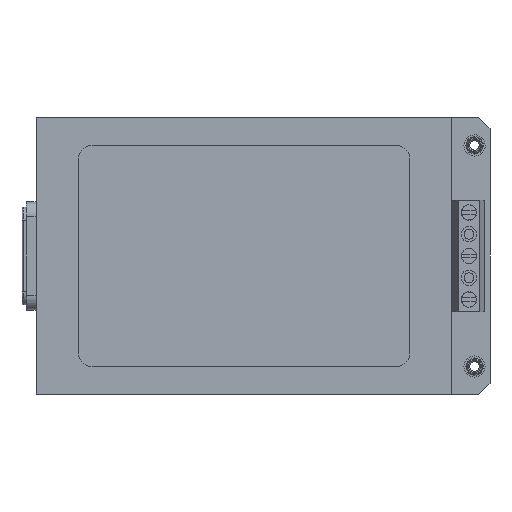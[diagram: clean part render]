
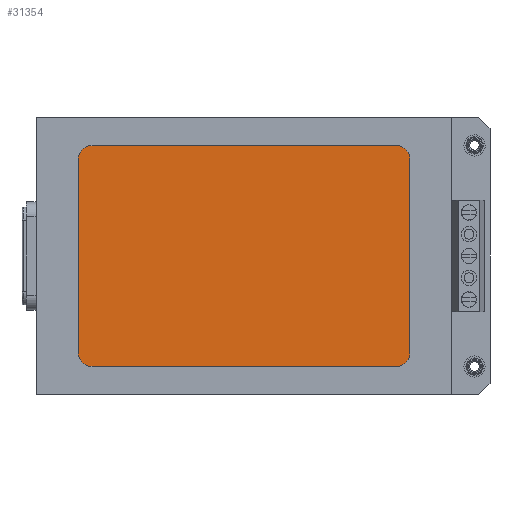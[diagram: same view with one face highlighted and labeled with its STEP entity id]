
A CAD part, front view. The second image highlights one B-rep face of the part: STEP entity #31354.
In plain terms, the highlighted face is planar.
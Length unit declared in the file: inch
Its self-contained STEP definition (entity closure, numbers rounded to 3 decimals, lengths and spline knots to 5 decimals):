
#8 = CARTESIAN_POINT ( 'NONE',  ( 0., 0.125, -0.002 ) ) ;
#782 = VERTEX_POINT ( 'NONE', #3795 ) ;
#1038 = CIRCLE ( 'NONE', #29766, 0.125 ) ;
#1309 = AXIS2_PLACEMENT_3D ( 'NONE', #18761, #16799, #21882 ) ;
#2222 = FACE_OUTER_BOUND ( 'NONE', #18784, .T. ) ;
#2645 = EDGE_CURVE ( 'NONE', #24371, #10079, #4868, .T. ) ;
#3006 = CARTESIAN_POINT ( 'NONE',  ( 0.125, 0., -0.002 ) ) ;
#3051 = DIRECTION ( 'NONE',  ( 0., 1., 0. ) ) ;
#3699 = CARTESIAN_POINT ( 'NONE',  ( 2.875, 2., -0.002 ) ) ;
#3795 = CARTESIAN_POINT ( 'NONE',  ( 3., 1.875, -0.002 ) ) ;
#4868 = CIRCLE ( 'NONE', #11103, 0.125 ) ;
#5073 = CARTESIAN_POINT ( 'NONE',  ( 2.875, 1.875, -0.002 ) ) ;
#5350 = DIRECTION ( 'NONE',  ( 0., 0., 1. ) ) ;
#6899 = DIRECTION ( 'NONE',  ( -1., 0., 0. ) ) ;
#7106 = CARTESIAN_POINT ( 'NONE',  ( 0., 0.125, -0.002 ) ) ;
#8376 = VERTEX_POINT ( 'NONE', #3006 ) ;
#8676 = ORIENTED_EDGE ( 'NONE', *, *, #24228, .F. ) ;
#9045 = CARTESIAN_POINT ( 'NONE',  ( 3., 0.125, -0.002 ) ) ;
#10079 = VERTEX_POINT ( 'NONE', #24252 ) ;
#10875 = ORIENTED_EDGE ( 'NONE', *, *, #20858, .F. ) ;
#11103 = AXIS2_PLACEMENT_3D ( 'NONE', #32820, #22076, #28488 ) ;
#11542 = CARTESIAN_POINT ( 'NONE',  ( 0.125, 0., -0.002 ) ) ;
#12056 = CARTESIAN_POINT ( 'NONE',  ( 0.125, 2., -0.002 ) ) ;
#12373 = EDGE_CURVE ( 'NONE', #29276, #8376, #31687, .T. ) ;
#13073 = DIRECTION ( 'NONE',  ( 0., 0., 1. ) ) ;
#15899 = EDGE_CURVE ( 'NONE', #782, #18878, #1038, .T. ) ;
#15902 = DIRECTION ( 'NONE',  ( -1., 0., 0. ) ) ;
#16175 = DIRECTION ( 'NONE',  ( 1., 0., 0. ) ) ;
#16463 = ORIENTED_EDGE ( 'NONE', *, *, #18949, .F. ) ;
#16799 = DIRECTION ( 'NONE',  ( 0., 0., 1. ) ) ;
#17666 = LINE ( 'NONE', #26268, #27075 ) ;
#17755 = CARTESIAN_POINT ( 'NONE',  ( 0.125, 1.875, -0.002 ) ) ;
#18247 = AXIS2_PLACEMENT_3D ( 'NONE', #32135, #5350, #16175 ) ;
#18761 = CARTESIAN_POINT ( 'NONE',  ( 0.125, 0.125, -0.002 ) ) ;
#18784 = EDGE_LOOP ( 'NONE', ( #31215, #16463, #32778, #8676, #19115, #10875, #22042, #28700 ) ) ;
#18878 = VERTEX_POINT ( 'NONE', #3699 ) ;
#18949 = EDGE_CURVE ( 'NONE', #18878, #24371, #17666, .T. ) ;
#19115 = ORIENTED_EDGE ( 'NONE', *, *, #25047, .F. ) ;
#20857 = CARTESIAN_POINT ( 'NONE',  ( 3., 0.125, -0.002 ) ) ;
#20858 = EDGE_CURVE ( 'NONE', #8376, #25185, #22096, .T. ) ;
#21882 = DIRECTION ( 'NONE',  ( -1., 0., 0. ) ) ;
#22042 = ORIENTED_EDGE ( 'NONE', *, *, #12373, .F. ) ;
#22076 = DIRECTION ( 'NONE',  ( 0., 0., 1. ) ) ;
#22096 = LINE ( 'NONE', #11542, #31490 ) ;
#22604 = CARTESIAN_POINT ( 'NONE',  ( 2.875, 0., -0.002 ) ) ;
#23744 = DIRECTION ( 'NONE',  ( 0., 0., -1. ) ) ;
#24178 = LINE ( 'NONE', #8, #32525 ) ;
#24228 = EDGE_CURVE ( 'NONE', #32427, #782, #33159, .T. ) ;
#24252 = CARTESIAN_POINT ( 'NONE',  ( 0., 1.875, -0.002 ) ) ;
#24371 = VERTEX_POINT ( 'NONE', #12056 ) ;
#25047 = EDGE_CURVE ( 'NONE', #25185, #32427, #32837, .T. ) ;
#25185 = VERTEX_POINT ( 'NONE', #22604 ) ;
#26268 = CARTESIAN_POINT ( 'NONE',  ( 0.125, 2., -0.002 ) ) ;
#26347 = PLANE ( 'NONE',  #26370 ) ;
#26370 = AXIS2_PLACEMENT_3D ( 'NONE', #17755, #23744, #28495 ) ;
#27075 = VECTOR ( 'NONE', #6899, 39.37008 ) ;
#28488 = DIRECTION ( 'NONE',  ( -1., 0., 0. ) ) ;
#28495 = DIRECTION ( 'NONE',  ( -1., 0., 0. ) ) ;
#28700 = ORIENTED_EDGE ( 'NONE', *, *, #29785, .F. ) ;
#29276 = VERTEX_POINT ( 'NONE', #7106 ) ;
#29626 = DIRECTION ( 'NONE',  ( 0., -1., 0. ) ) ;
#29766 = AXIS2_PLACEMENT_3D ( 'NONE', #5073, #13073, #15902 ) ;
#29785 = EDGE_CURVE ( 'NONE', #10079, #29276, #24178, .T. ) ;
#30117 = VECTOR ( 'NONE', #3051, 39.37008 ) ;
#31215 = ORIENTED_EDGE ( 'NONE', *, *, #2645, .F. ) ;
#31354 = ADVANCED_FACE ( 'NONE', ( #2222 ), #26347, .T. ) ;
#31490 = VECTOR ( 'NONE', #33004, 39.37008 ) ;
#31687 = CIRCLE ( 'NONE', #1309, 0.125 ) ;
#32135 = CARTESIAN_POINT ( 'NONE',  ( 2.875, 0.125, -0.002 ) ) ;
#32427 = VERTEX_POINT ( 'NONE', #20857 ) ;
#32525 = VECTOR ( 'NONE', #29626, 39.37008 ) ;
#32778 = ORIENTED_EDGE ( 'NONE', *, *, #15899, .F. ) ;
#32820 = CARTESIAN_POINT ( 'NONE',  ( 0.125, 1.875, -0.002 ) ) ;
#32837 = CIRCLE ( 'NONE', #18247, 0.125 ) ;
#33004 = DIRECTION ( 'NONE',  ( 1., 0., 0. ) ) ;
#33159 = LINE ( 'NONE', #9045, #30117 ) ;
